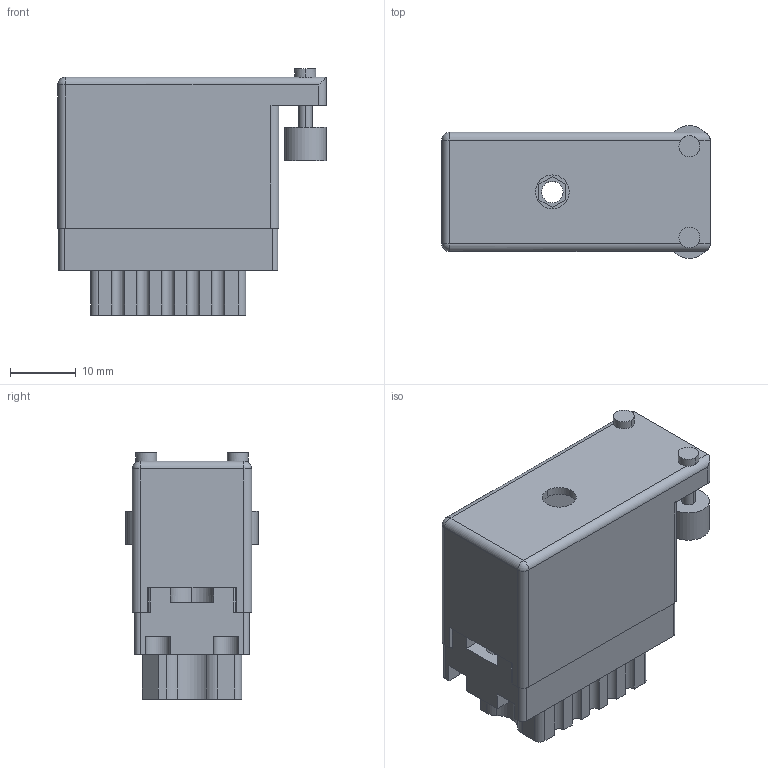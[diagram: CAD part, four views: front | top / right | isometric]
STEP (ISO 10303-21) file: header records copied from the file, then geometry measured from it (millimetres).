
FILE_DESCRIPTION (( 'STEP AP203' ), '1' );
FILE_NAME ('519-014-000-420.STEP', '2020-09-09T17:25:38', ( '' ), ( '' ), 'SwSTEP 2.0', 'SolidWorks 2020', '' );
FILE_SCHEMA (( 'CONFIG_CONTROL_DESIGN' ));
Length unit declared in the file: inch
Products named in the file (3): 519 Receptacle Insulator_014; 516-230-001_Plastic - 020 Side Entry; 519-014-000-420
Assembly tree (2 placements, depth 2):
  519-014-000-420
    519 Receptacle Insulator_014
    516-230-001_Plastic - 020 Side Entry
Bounding box: 40.87 x 20.24 x 37.52 mm (x, y, z)
Volume: 9955.7 mm3; surface area: 13028.4 mm2
Topology: 2 solids, 2 shells, 539 faces, 1565 edges, 1036 vertices
Faces by surface type: plane 354, cylinder 181, cone 2, sphere 2
Entity records: 18206 total; most frequent: CARTESIAN_POINT 3169, ORIENTED_EDGE 3126, DIRECTION 3071, EDGE_CURVE 1563, LINE 1131, VECTOR 1131, VERTEX_POINT 1036, AXIS2_PLACEMENT_3D 970
